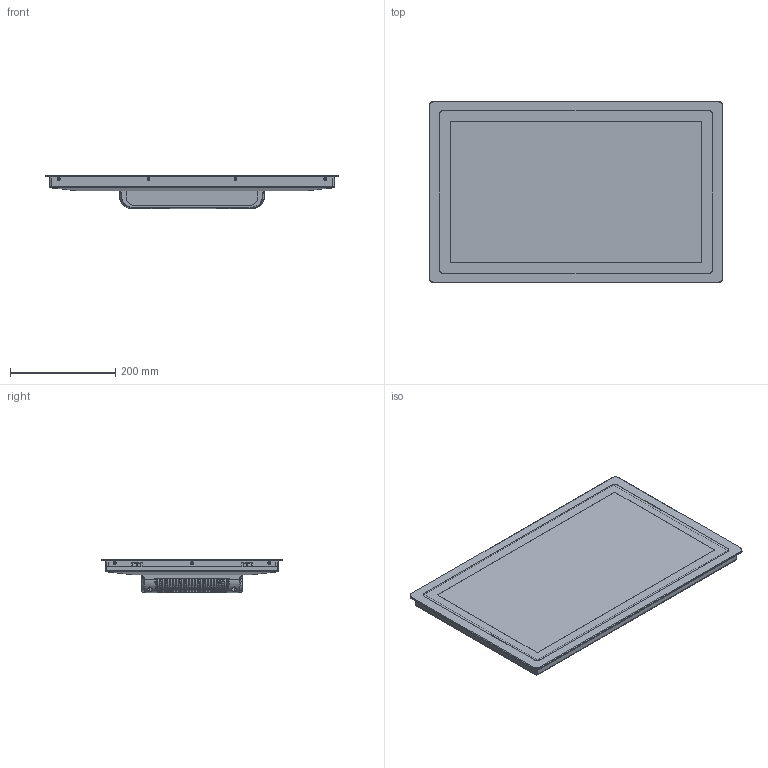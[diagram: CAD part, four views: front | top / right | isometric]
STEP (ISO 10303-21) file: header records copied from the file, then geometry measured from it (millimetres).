
FILE_DESCRIPTION (( 'STEP AP214' ), '1' );
FILE_NAME ('IFC-MW221R.STEP', '2024-10-31T08:33:46', ( 'daohangxitong.com' ), ( 'daohangxitong.com' ), 'SwSTEP 2.0', 'SolidWorks 2018', '' );
FILE_SCHEMA (( 'AUTOMOTIVE_DESIGN' ));
Length unit declared in the file: millimetre
Products named in the file (1): IFC-MW221R
Bounding box: 557 x 345 x 63.01 mm (x, y, z)
Volume: 1047764.1 mm3; surface area: 1000796.4 mm2
Topology: 6 solids, 6 shells, 1670 faces, 4501 edges, 2883 vertices
Faces by surface type: plane 686, cylinder 644, bspline 272, cone 68
Entity records: 102618 total; most frequent: CARTESIAN_POINT 46267, ORIENTED_EDGE 8964, DIRECTION 6187, EDGE_CURVE 4482, VERTEX_POINT 2883, AXIS2_PLACEMENT_3D 2138, VECTOR 1911, LINE 1911
